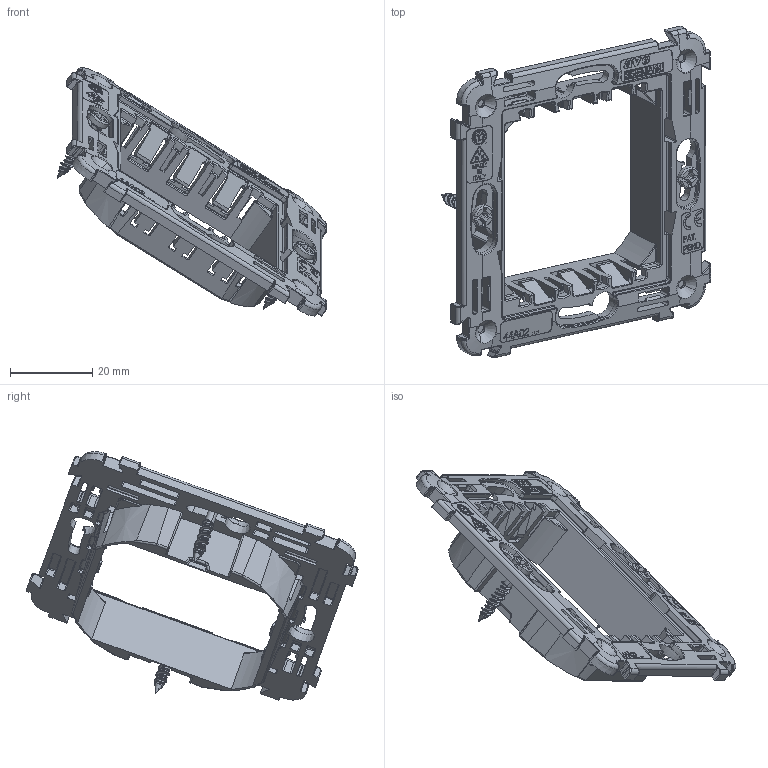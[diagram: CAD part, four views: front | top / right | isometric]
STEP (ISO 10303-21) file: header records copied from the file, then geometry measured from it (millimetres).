
FILE_DESCRIPTION(('CATIA V5 STEP Exchange'),'2;1');
FILE_NAME('44A02VT.stp','2024-03-26T07:20:26+00:00',('none'),('none'),'CATIA Version 5-6 Release 2016 SP6','CATIA V5 STEP AP203','none');
FILE_SCHEMA(('CONFIG_CONTROL_DESIGN'));
Products named in the file (1): STEP
Assembly tree (3 placements, depth 2):
  STEP
    #57
    #97158  x2
Bounding box: 65.37 x 80.64 x 60.35 mm (x, y, z)
Volume: 9677.1 mm3; surface area: 14387 mm2
Topology: 3 solids, 3 shells, 3040 faces, 8231 edges, 5174 vertices
Faces by surface type: plane 1743, cylinder 690, bspline 359, cone 124, torus 52, sphere 48, extrusion 24
Entity records: 102407 total; most frequent: CARTESIAN_POINT 37744, ORIENTED_EDGE 15596, DIRECTION 9595, EDGE_CURVE 7798, VERTEX_POINT 4955, VECTOR 4777, LINE 4753, EDGE_LOOP 3003
